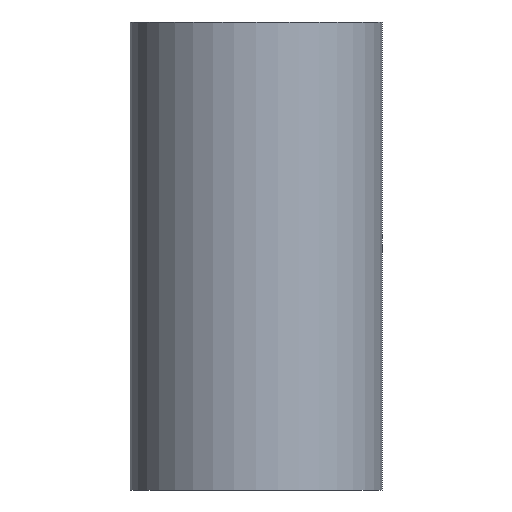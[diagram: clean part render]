
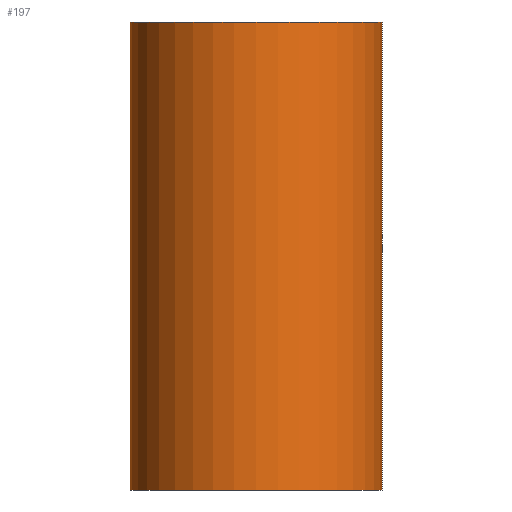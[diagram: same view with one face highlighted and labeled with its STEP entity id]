
A CAD part, front view. The second image highlights one B-rep face of the part: STEP entity #197.
In plain terms, the highlighted cylindrical face has radius 21 mm (diameter 42 mm), a full revolution.
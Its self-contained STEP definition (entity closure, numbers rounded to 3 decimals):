
#16=B_SPLINE_CURVE_WITH_KNOTS('',3,(#385,#386,#387,#388,#389,#390,#391,
#392,#393,#394,#395,#396,#397,#398,#399,#400,#401,#402,#403,#404,#405,#406,
#407,#408,#409,#410,#411,#412,#413,#414,#415,#416,#417,#418,#419,#420,#421,
#422,#423,#424,#425,#426,#427,#428,#429,#430,#431,#432,#433,#434),
 .UNSPECIFIED.,.T.,.F.,(4,2,2,2,2,2,2,2,2,2,2,2,2,2,2,2,2,2,2,2,2,2,2,2,
4),(0.,0.276,0.552,1.105,1.651,
1.924,2.197,2.47,2.743,3.29,
3.842,4.118,4.394,4.671,4.947,
5.499,6.045,6.318,6.592,6.865,
7.138,7.684,8.236,8.513,8.789),
 .UNSPECIFIED.);
#29=CYLINDRICAL_SURFACE('',#230,21.);
#44=FACE_BOUND('',#92,.T.);
#45=FACE_BOUND('',#93,.T.);
#61=FACE_OUTER_BOUND('',#91,.T.);
#91=EDGE_LOOP('',(#174));
#92=EDGE_LOOP('',(#175));
#93=EDGE_LOOP('',(#176));
#101=CIRCLE('',#208,21.);
#105=CIRCLE('',#215,21.);
#116=VERTEX_POINT('',#307);
#120=VERTEX_POINT('',#318);
#129=VERTEX_POINT('',#384);
#133=EDGE_CURVE('',#116,#116,#101,.T.);
#137=EDGE_CURVE('',#120,#120,#105,.T.);
#146=EDGE_CURVE('',#129,#129,#16,.T.);
#174=ORIENTED_EDGE('',*,*,#133,.F.);
#175=ORIENTED_EDGE('',*,*,#137,.F.);
#176=ORIENTED_EDGE('',*,*,#146,.T.);
#197=ADVANCED_FACE('',(#61,#44,#45),#29,.T.);
#208=AXIS2_PLACEMENT_3D('',#308,#247,#248);
#215=AXIS2_PLACEMENT_3D('',#319,#261,#262);
#230=AXIS2_PLACEMENT_3D('',#435,#291,#292);
#247=DIRECTION('center_axis',(0.,0.,1.));
#248=DIRECTION('ref_axis',(-1.,0.,0.));
#261=DIRECTION('center_axis',(0.,0.,-1.));
#262=DIRECTION('ref_axis',(-1.,0.,0.));
#291=DIRECTION('center_axis',(0.,0.,1.));
#292=DIRECTION('ref_axis',(-1.,0.,0.));
#307=CARTESIAN_POINT('',(21.,0.,39.));
#308=CARTESIAN_POINT('Origin',(0.,0.,39.));
#318=CARTESIAN_POINT('',(21.,0.,-39.));
#319=CARTESIAN_POINT('Origin',(0.,0.,-39.));
#384=CARTESIAN_POINT('',(14.,15.652,0.));
#385=CARTESIAN_POINT('Ctrl Pts',(14.,15.652,0.));
#386=CARTESIAN_POINT('Ctrl Pts',(14.,15.652,0.921));
#387=CARTESIAN_POINT('Ctrl Pts',(13.908,15.736,1.855));
#388=CARTESIAN_POINT('Ctrl Pts',(13.538,16.056,3.689));
#389=CARTESIAN_POINT('Ctrl Pts',(13.26,16.291,4.587));
#390=CARTESIAN_POINT('Ctrl Pts',(12.179,17.132,7.149));
#391=CARTESIAN_POINT('Ctrl Pts',(11.117,17.869,8.682));
#392=CARTESIAN_POINT('Ctrl Pts',(8.695,19.164,11.104));
#393=CARTESIAN_POINT('Ctrl Pts',(7.16,19.822,12.174));
#394=CARTESIAN_POINT('Ctrl Pts',(4.583,20.513,13.261));
#395=CARTESIAN_POINT('Ctrl Pts',(3.679,20.696,13.54));
#396=CARTESIAN_POINT('Ctrl Pts',(1.843,20.939,13.91));
#397=CARTESIAN_POINT('Ctrl Pts',(0.91,21.,14.));
#398=CARTESIAN_POINT('Ctrl Pts',(-0.91,21.,14.));
#399=CARTESIAN_POINT('Ctrl Pts',(-1.843,20.939,13.91));
#400=CARTESIAN_POINT('Ctrl Pts',(-3.679,20.696,13.54));
#401=CARTESIAN_POINT('Ctrl Pts',(-4.583,20.513,13.261));
#402=CARTESIAN_POINT('Ctrl Pts',(-7.16,19.822,12.174));
#403=CARTESIAN_POINT('Ctrl Pts',(-8.695,19.164,11.104));
#404=CARTESIAN_POINT('Ctrl Pts',(-11.117,17.869,8.682));
#405=CARTESIAN_POINT('Ctrl Pts',(-12.179,17.132,7.149));
#406=CARTESIAN_POINT('Ctrl Pts',(-13.26,16.291,4.587));
#407=CARTESIAN_POINT('Ctrl Pts',(-13.538,16.056,3.689));
#408=CARTESIAN_POINT('Ctrl Pts',(-13.908,15.736,1.855));
#409=CARTESIAN_POINT('Ctrl Pts',(-14.,15.652,0.921));
#410=CARTESIAN_POINT('Ctrl Pts',(-14.,15.652,-0.921));
#411=CARTESIAN_POINT('Ctrl Pts',(-13.908,15.736,-1.855));
#412=CARTESIAN_POINT('Ctrl Pts',(-13.538,16.056,-3.689));
#413=CARTESIAN_POINT('Ctrl Pts',(-13.26,16.291,-4.587));
#414=CARTESIAN_POINT('Ctrl Pts',(-12.179,17.132,-7.149));
#415=CARTESIAN_POINT('Ctrl Pts',(-11.117,17.869,-8.682));
#416=CARTESIAN_POINT('Ctrl Pts',(-8.695,19.164,-11.104));
#417=CARTESIAN_POINT('Ctrl Pts',(-7.16,19.822,-12.174));
#418=CARTESIAN_POINT('Ctrl Pts',(-4.583,20.513,-13.261));
#419=CARTESIAN_POINT('Ctrl Pts',(-3.679,20.696,-13.54));
#420=CARTESIAN_POINT('Ctrl Pts',(-1.843,20.939,-13.91));
#421=CARTESIAN_POINT('Ctrl Pts',(-0.91,21.,-14.));
#422=CARTESIAN_POINT('Ctrl Pts',(0.91,21.,-14.));
#423=CARTESIAN_POINT('Ctrl Pts',(1.843,20.939,-13.91));
#424=CARTESIAN_POINT('Ctrl Pts',(3.679,20.696,-13.54));
#425=CARTESIAN_POINT('Ctrl Pts',(4.583,20.513,-13.261));
#426=CARTESIAN_POINT('Ctrl Pts',(7.16,19.822,-12.174));
#427=CARTESIAN_POINT('Ctrl Pts',(8.695,19.164,-11.104));
#428=CARTESIAN_POINT('Ctrl Pts',(11.117,17.869,-8.682));
#429=CARTESIAN_POINT('Ctrl Pts',(12.179,17.132,-7.149));
#430=CARTESIAN_POINT('Ctrl Pts',(13.26,16.291,-4.587));
#431=CARTESIAN_POINT('Ctrl Pts',(13.538,16.056,-3.689));
#432=CARTESIAN_POINT('Ctrl Pts',(13.908,15.736,-1.855));
#433=CARTESIAN_POINT('Ctrl Pts',(14.,15.652,-0.921));
#434=CARTESIAN_POINT('Ctrl Pts',(14.,15.652,0.));
#435=CARTESIAN_POINT('Origin',(0.,0.,0.));
